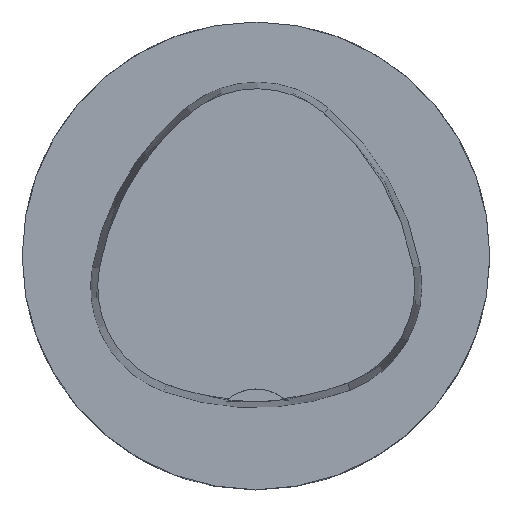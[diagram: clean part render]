
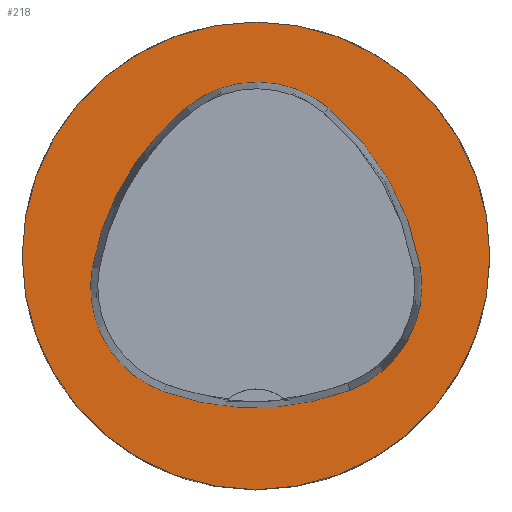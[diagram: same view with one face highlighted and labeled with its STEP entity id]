
A CAD part, top view. The second image highlights one B-rep face of the part: STEP entity #218.
In plain terms, the highlighted planar face has unit normal (0, 0, 1).
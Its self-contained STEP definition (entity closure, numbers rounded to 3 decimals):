
#218=ADVANCED_FACE('',(#426,#427),#260,.T.);
#260=PLANE('',#1214);
#426=FACE_BOUND('',#475,.T.);
#427=FACE_BOUND('',#476,.T.);
#475=EDGE_LOOP('',(#688,#689,#690,#691,#692,#693));
#476=EDGE_LOOP('',(#694));
#688=ORIENTED_EDGE('',*,*,#990,.T.);
#689=ORIENTED_EDGE('',*,*,#970,.T.);
#690=ORIENTED_EDGE('',*,*,#974,.T.);
#691=ORIENTED_EDGE('',*,*,#977,.T.);
#692=ORIENTED_EDGE('',*,*,#980,.T.);
#693=ORIENTED_EDGE('',*,*,#988,.T.);
#694=ORIENTED_EDGE('',*,*,#961,.F.);
#847=VERTEX_POINT('',#1864);
#856=VERTEX_POINT('',#1883);
#857=VERTEX_POINT('',#1884);
#860=VERTEX_POINT('',#1892);
#862=VERTEX_POINT('',#1898);
#864=VERTEX_POINT('',#1904);
#871=VERTEX_POINT('',#1925);
#961=EDGE_CURVE('',#847,#847,#1032,.T.);
#970=EDGE_CURVE('',#856,#857,#1033,.T.);
#974=EDGE_CURVE('',#857,#860,#1035,.T.);
#977=EDGE_CURVE('',#860,#862,#1037,.T.);
#980=EDGE_CURVE('',#862,#864,#1039,.T.);
#988=EDGE_CURVE('',#864,#871,#1043,.T.);
#990=EDGE_CURVE('',#871,#856,#1045,.T.);
#1032=CIRCLE('',#1186,31.5);
#1033=CIRCLE('',#1192,36.);
#1035=CIRCLE('',#1195,15.);
#1037=CIRCLE('',#1198,36.);
#1039=CIRCLE('',#1201,15.);
#1043=CIRCLE('',#1206,36.);
#1045=CIRCLE('',#1209,15.);
#1186=AXIS2_PLACEMENT_3D('',#1863,#1413,#1414);
#1192=AXIS2_PLACEMENT_3D('',#1882,#1429,#1430);
#1195=AXIS2_PLACEMENT_3D('',#1891,#1437,#1438);
#1198=AXIS2_PLACEMENT_3D('',#1897,#1444,#1445);
#1201=AXIS2_PLACEMENT_3D('',#1903,#1451,#1452);
#1206=AXIS2_PLACEMENT_3D('',#1926,#1463,#1464);
#1209=AXIS2_PLACEMENT_3D('',#1929,#1469,#1470);
#1214=AXIS2_PLACEMENT_3D('',#1934,#1479,#1480);
#1413=DIRECTION('',(0.,0.,-1.));
#1414=DIRECTION('',(-1.,0.,0.));
#1429=DIRECTION('',(0.,0.,-1.));
#1430=DIRECTION('',(-1.,0.,0.));
#1437=DIRECTION('',(0.,0.,-1.));
#1438=DIRECTION('',(-1.,0.,0.));
#1444=DIRECTION('',(0.,0.,-1.));
#1445=DIRECTION('',(-1.,0.,0.));
#1451=DIRECTION('',(0.,0.,-1.));
#1452=DIRECTION('',(-1.,0.,0.));
#1463=DIRECTION('',(0.,0.,-1.));
#1464=DIRECTION('',(-1.,0.,0.));
#1469=DIRECTION('',(0.,0.,-1.));
#1470=DIRECTION('',(-1.,0.,0.));
#1479=DIRECTION('',(0.,0.,1.));
#1480=DIRECTION('',(1.,0.,0.));
#1863=CARTESIAN_POINT('',(0.,0.,
0.));
#1864=CARTESIAN_POINT('',(-31.5,0.,0.));
#1882=CARTESIAN_POINT('',(13.398,-7.893,0.));
#1883=CARTESIAN_POINT('',(-22.041,-1.562,0.));
#1884=CARTESIAN_POINT('',(-9.317,20.036,0.));
#1891=CARTESIAN_POINT('',(0.148,8.399,0.));
#1892=CARTESIAN_POINT('',(9.779,19.898,0.));
#1897=CARTESIAN_POINT('',(-13.337,-7.7,0.));
#1898=CARTESIAN_POINT('',(22.122,-1.48,0.));
#1903=CARTESIAN_POINT('',(7.347,-4.071,0.));
#1904=CARTESIAN_POINT('',(12.693,-18.087,0.));
#1925=CARTESIAN_POINT('',(-12.373,-18.307,0.));
#1926=CARTESIAN_POINT('',(-0.137,15.55,0.));
#1929=CARTESIAN_POINT('',(-7.275,-4.2,0.));
#1934=CARTESIAN_POINT('',(0.,0.,
0.));
